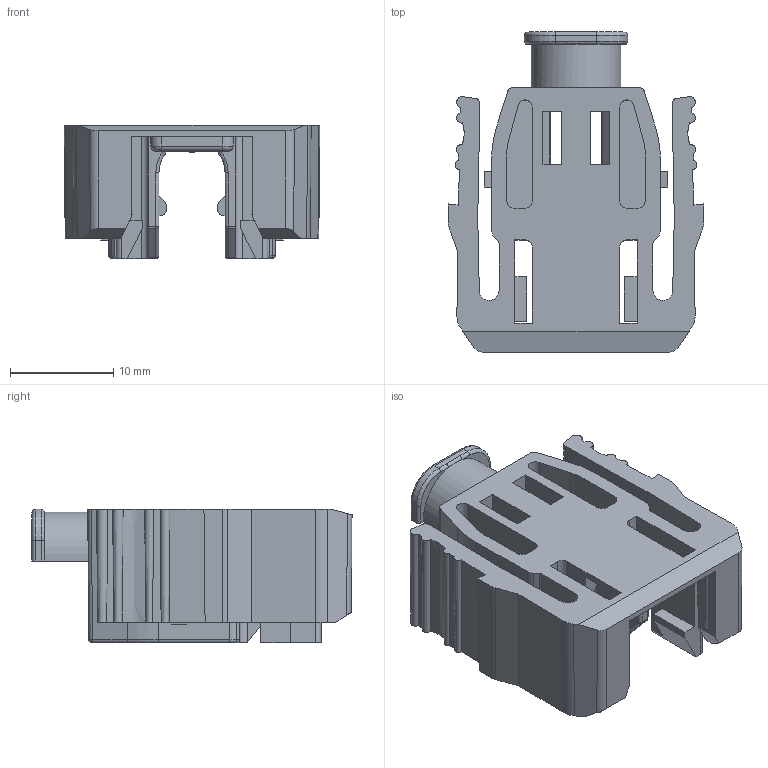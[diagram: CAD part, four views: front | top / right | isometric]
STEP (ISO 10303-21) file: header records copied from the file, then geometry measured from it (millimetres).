
FILE_DESCRIPTION(/* description */ (''),/* implementation_level */ '2;1');
FILE_NAME(/* name */ 'HM-RJ45-APT-2.stp',/* time_stamp */ '2023-02-08T23:57:36+08:00',/* author */ (''),/* organization */ (''),/* preprocessor_version */ 'ST-DEVELOPER v16',/* originating_system */ 'SIEMENS PLM Software NX 10.0',/* authorisation */ '');
FILE_SCHEMA (('AP203_CONFIGURATION_CONTROLLED_3D_DESIGN_OF_MECHANICAL_PARTS_AND_ASSEMBLIES_MIM_LF { 1 0 10303 403 2 1 2}'));
Length unit declared in the file: millimetre
Products named in the file (1): Admi0A2C26ACrop2
Bounding box: 24.75 x 31 x 12.9 mm (x, y, z)
Volume: 3208.5 mm3; surface area: 4426.5 mm2
Topology: 1 solids, 1 shells, 256 faces, 709 edges, 456 vertices
Faces by surface type: plane 148, cylinder 65, cone 22, bspline 9, torus 7, sphere 4, extrusion 1
Entity records: 8442 total; most frequent: CARTESIAN_POINT 1720, ORIENTED_EDGE 1412, DIRECTION 1375, EDGE_CURVE 706, VECTOR 487, LINE 486, VERTEX_POINT 456, AXIS2_PLACEMENT_3D 444
